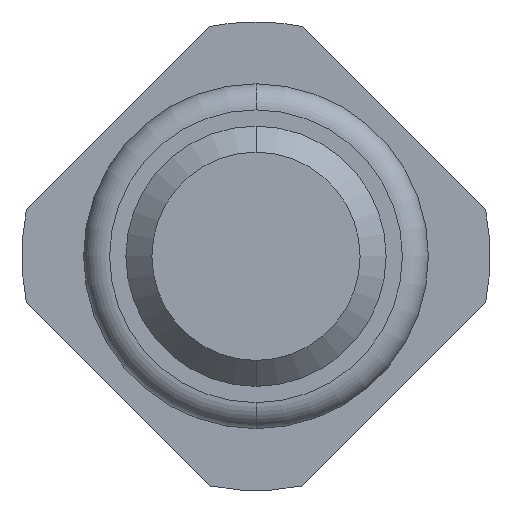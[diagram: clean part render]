
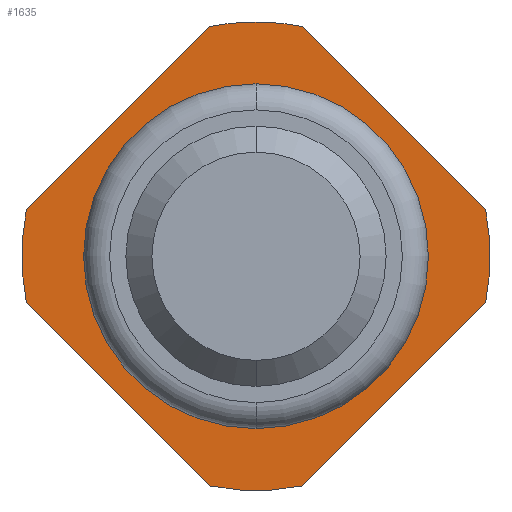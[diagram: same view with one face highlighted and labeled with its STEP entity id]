
A CAD part, front view. The second image highlights one B-rep face of the part: STEP entity #1635.
In plain terms, the highlighted planar face has unit normal (0, -1, 0).
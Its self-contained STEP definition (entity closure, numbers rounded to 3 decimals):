
#54 = DIRECTION ( 'NONE',  ( 0., 0., 1. ) ) ;
#70 = CARTESIAN_POINT ( 'NONE',  ( -0.357, -2., -1.764 ) ) ;
#103 = ORIENTED_EDGE ( 'NONE', *, *, #2535, .T. ) ;
#129 = CARTESIAN_POINT ( 'NONE',  ( 0.357, -2., -1.764 ) ) ;
#277 = DIRECTION ( 'NONE',  ( 0., 0., 1. ) ) ;
#283 = VERTEX_POINT ( 'NONE', #2442 ) ;
#314 = AXIS2_PLACEMENT_3D ( 'NONE', #2053, #2713, #2999 ) ;
#318 = EDGE_LOOP ( 'NONE', ( #346, #493, #3073, #1592, #2824, #1141, #2434, #763, #3858 ) ) ;
#334 = DIRECTION ( 'NONE',  ( 0.707, 0., 0.707 ) ) ;
#346 = ORIENTED_EDGE ( 'NONE', *, *, #1740, .F. ) ;
#371 = DIRECTION ( 'NONE',  ( 0., 0., 1. ) ) ;
#433 = EDGE_CURVE ( 'Defeature ausgef�hrt2_1+Defeature ausgef�hrt2_0+Defeature ausgef�hrt2_18+Defeature ausgef�hrt2_15', #1805, #283, #1004, .T. ) ;
#493 = ORIENTED_EDGE ( 'NONE', *, *, #2988, .F. ) ;
#557 = DIRECTION ( 'NONE',  ( 0., 0., 1. ) ) ;
#563 = VERTEX_POINT ( 'NONE', #3871 ) ;
#611 = AXIS2_PLACEMENT_3D ( 'NONE', #677, #3252, #371 ) ;
#616 = VECTOR ( 'NONE', #334, 1000. ) ;
#677 = CARTESIAN_POINT ( 'NONE',  ( 1.8, -2., 0. ) ) ;
#689 = CARTESIAN_POINT ( 'NONE',  ( 0., -2., -1.325 ) ) ;
#763 = ORIENTED_EDGE ( 'NONE', *, *, #3718, .F. ) ;
#765 = CIRCLE ( 'NONE', #2752, 1.8 ) ;
#819 = AXIS2_PLACEMENT_3D ( 'NONE', #907, #1880, #2198 ) ;
#904 = CARTESIAN_POINT ( 'NONE',  ( 0., -2., 0. ) ) ;
#907 = CARTESIAN_POINT ( 'NONE',  ( 0., -2., 0. ) ) ;
#910 = VERTEX_POINT ( 'NONE', #3765 ) ;
#937 = DIRECTION ( 'NONE',  ( 0., 1., 0. ) ) ;
#1004 = CIRCLE ( 'NONE', #819, 1.8 ) ;
#1021 = DIRECTION ( 'NONE',  ( 0., 1., 0. ) ) ;
#1028 = CIRCLE ( 'NONE', #2343, 1.325 ) ;
#1053 = CARTESIAN_POINT ( 'NONE',  ( 0., -2., 1.325 ) ) ;
#1054 = VERTEX_POINT ( 'NONE', #1909 ) ;
#1124 = VECTOR ( 'NONE', #2369, 1000. ) ;
#1139 = EDGE_CURVE ( 'Defeature ausgef�hrt2_3+Defeature ausgef�hrt2_0+Defeature ausgef�hrt2_16+Defeature ausgef�hrt2_17', #1728, #910, #3698, .T. ) ;
#1141 = ORIENTED_EDGE ( 'NONE', *, *, #1439, .F. ) ;
#1439 = EDGE_CURVE ( 'Defeature ausgef�hrt2_16+Defeature ausgef�hrt2_0+Defeature ausgef�hrt2_4+Defeature ausgef�hrt2_3', #3015, #1728, #1923, .T. ) ;
#1516 = CARTESIAN_POINT ( 'NONE',  ( 0., -2., 0. ) ) ;
#1548 = DIRECTION ( 'NONE',  ( 0., 1., 0. ) ) ;
#1592 = ORIENTED_EDGE ( 'NONE', *, *, #2480, .F. ) ;
#1595 = ORIENTED_EDGE ( 'NONE', *, *, #2294, .T. ) ;
#1597 = FACE_BOUND ( 'NONE', #1838, .T. ) ;
#1635 = ADVANCED_FACE ( 'Defeature ausgef�hrt2_0', ( #1597, #3416 ), #3869, .F. ) ;
#1697 = CARTESIAN_POINT ( 'NONE',  ( 0., -2., 0. ) ) ;
#1707 = DIRECTION ( 'NONE',  ( 0., 0., 1. ) ) ;
#1726 = CARTESIAN_POINT ( 'NONE',  ( 1.961, -2., 0.161 ) ) ;
#1728 = VERTEX_POINT ( 'NONE', #2973 ) ;
#1733 = DIRECTION ( 'NONE',  ( 0., 1., 0. ) ) ;
#1740 = EDGE_CURVE ( 'Defeature ausgef�hrt2_18+Defeature ausgef�hrt2_0+Defeature ausgef�hrt2_2+Defeature ausgef�hrt2_1', #563, #1805, #3230, .T. ) ;
#1773 = DIRECTION ( 'NONE',  ( -0.707, 0., 0.707 ) ) ;
#1805 = VERTEX_POINT ( 'NONE', #3305 ) ;
#1811 = VERTEX_POINT ( 'NONE', #129 ) ;
#1817 = AXIS2_PLACEMENT_3D ( 'NONE', #1516, #1548, #557 ) ;
#1838 = EDGE_LOOP ( 'NONE', ( #1595, #103 ) ) ;
#1873 = DIRECTION ( 'NONE',  ( 0., 1., 0. ) ) ;
#1880 = DIRECTION ( 'NONE',  ( 0., 1., 0. ) ) ;
#1889 = LINE ( 'NONE', #3834, #616 ) ;
#1909 = CARTESIAN_POINT ( 'NONE',  ( -0.357, -2., 1.764 ) ) ;
#1923 = LINE ( 'NONE', #3358, #2817 ) ;
#2032 = CARTESIAN_POINT ( 'NONE',  ( 1.961, -2., -0.161 ) ) ;
#2053 = CARTESIAN_POINT ( 'NONE',  ( 0., -2., 0. ) ) ;
#2157 = VERTEX_POINT ( 'NONE', #2429 ) ;
#2198 = DIRECTION ( 'NONE',  ( 0., 0., 1. ) ) ;
#2294 = EDGE_CURVE ( 'Defeature ausgef�hrt2_0+Defeature ausgef�hrt2_12+Defeature ausgef�hrt2_12+Defeature ausgef�hrt2_12', #2547, #4031, #3865, .T. ) ;
#2298 = CARTESIAN_POINT ( 'NONE',  ( 0., -2., 0. ) ) ;
#2343 = AXIS2_PLACEMENT_3D ( 'NONE', #1697, #1733, #1707 ) ;
#2369 = DIRECTION ( 'NONE',  ( -0.707, 0., -0.707 ) ) ;
#2429 = CARTESIAN_POINT ( 'NONE',  ( 0., -2., 1.8 ) ) ;
#2434 = ORIENTED_EDGE ( 'NONE', *, *, #2727, .F. ) ;
#2442 = CARTESIAN_POINT ( 'NONE',  ( 1.764, -2., -0.357 ) ) ;
#2480 = EDGE_CURVE ( 'Defeature ausgef�hrt2_17+Defeature ausgef�hrt2_0+Defeature ausgef�hrt2_3+Defeature ausgef�hrt2_2', #910, #1054, #1889, .T. ) ;
#2535 = EDGE_CURVE ( 'Defeature ausgef�hrt2_0+Defeature ausgef�hrt2_12+Defeature ausgef�hrt2_12+Defeature ausgef�hrt2_12', #4031, #2547, #1028, .T. ) ;
#2547 = VERTEX_POINT ( 'NONE', #1053 ) ;
#2554 = DIRECTION ( 'NONE',  ( 0., 0., 1. ) ) ;
#2662 = DIRECTION ( 'NONE',  ( 0.707, 0., -0.707 ) ) ;
#2713 = DIRECTION ( 'NONE',  ( 0., 1., 0. ) ) ;
#2727 = EDGE_CURVE ( 'Defeature ausgef�hrt2_4+Defeature ausgef�hrt2_0+Defeature ausgef�hrt2_15+Defeature ausgef�hrt2_16', #1811, #3015, #4123, .T. ) ;
#2752 = AXIS2_PLACEMENT_3D ( 'NONE', #2298, #1021, #54 ) ;
#2817 = VECTOR ( 'NONE', #1773, 1000. ) ;
#2824 = ORIENTED_EDGE ( 'NONE', *, *, #1139, .F. ) ;
#2973 = CARTESIAN_POINT ( 'NONE',  ( -1.764, -2., -0.357 ) ) ;
#2982 = VECTOR ( 'NONE', #2662, 1000. ) ;
#2988 = EDGE_CURVE ( 'Defeature ausgef�hrt2_2+Defeature ausgef�hrt2_0+Defeature ausgef�hrt2_17+Defeature ausgef�hrt2_18', #2157, #563, #765, .T. ) ;
#2999 = DIRECTION ( 'NONE',  ( 0., 0., 1. ) ) ;
#3015 = VERTEX_POINT ( 'NONE', #70 ) ;
#3069 = LINE ( 'NONE', #2032, #1124 ) ;
#3073 = ORIENTED_EDGE ( 'NONE', *, *, #4113, .F. ) ;
#3230 = LINE ( 'NONE', #1726, #2982 ) ;
#3252 = DIRECTION ( 'NONE',  ( 0., 1., 0. ) ) ;
#3305 = CARTESIAN_POINT ( 'NONE',  ( 1.764, -2., 0.357 ) ) ;
#3358 = CARTESIAN_POINT ( 'NONE',  ( -0.161, -2., -1.961 ) ) ;
#3416 = FACE_OUTER_BOUND ( 'NONE', #318, .T. ) ;
#3475 = CARTESIAN_POINT ( 'NONE',  ( 0., -2., 0. ) ) ;
#3609 = CIRCLE ( 'NONE', #314, 1.8 ) ;
#3698 = CIRCLE ( 'NONE', #4074, 1.8 ) ;
#3718 = EDGE_CURVE ( 'Defeature ausgef�hrt2_15+Defeature ausgef�hrt2_0+Defeature ausgef�hrt2_1+Defeature ausgef�hrt2_4', #283, #1811, #3069, .T. ) ;
#3765 = CARTESIAN_POINT ( 'NONE',  ( -1.764, -2., 0.357 ) ) ;
#3834 = CARTESIAN_POINT ( 'NONE',  ( -0.161, -2., 1.961 ) ) ;
#3858 = ORIENTED_EDGE ( 'NONE', *, *, #433, .F. ) ;
#3865 = CIRCLE ( 'NONE', #3958, 1.325 ) ;
#3869 = PLANE ( 'NONE',  #611 ) ;
#3871 = CARTESIAN_POINT ( 'NONE',  ( 0.357, -2., 1.764 ) ) ;
#3958 = AXIS2_PLACEMENT_3D ( 'NONE', #904, #937, #277 ) ;
#4031 = VERTEX_POINT ( 'NONE', #689 ) ;
#4074 = AXIS2_PLACEMENT_3D ( 'NONE', #3475, #1873, #2554 ) ;
#4113 = EDGE_CURVE ( 'Defeature ausgef�hrt2_2+Defeature ausgef�hrt2_0+Defeature ausgef�hrt2_17+Defeature ausgef�hrt2_18', #1054, #2157, #3609, .T. ) ;
#4123 = CIRCLE ( 'NONE', #1817, 1.8 ) ;
